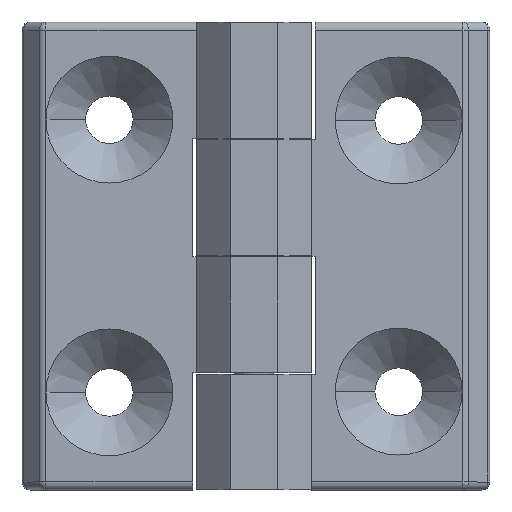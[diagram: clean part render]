
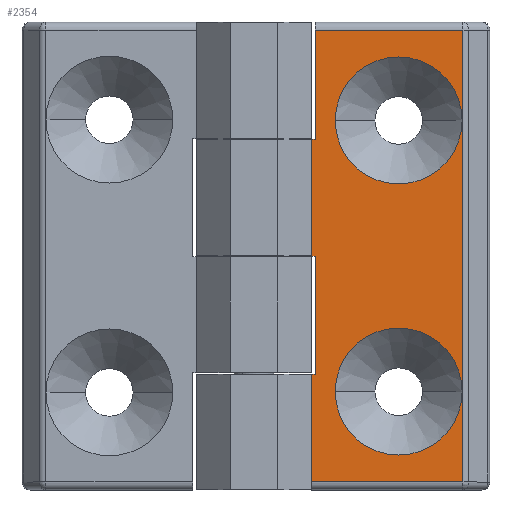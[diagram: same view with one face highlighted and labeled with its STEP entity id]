
A CAD part, top view. The second image highlights one B-rep face of the part: STEP entity #2354.
In plain terms, the highlighted planar face has unit normal (0, 0, 1).
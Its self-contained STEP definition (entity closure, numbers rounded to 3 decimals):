
#12 = VECTOR ( 'NONE', #3456, 1000. ) ;
#36 = CARTESIAN_POINT ( 'NONE',  ( 0., -17.1, 3.25 ) ) ;
#57 = VECTOR ( 'NONE', #3854, 1000. ) ;
#71 = LINE ( 'NONE', #2614, #3337 ) ;
#139 = CARTESIAN_POINT ( 'NONE',  ( -8., 17.1, 3.25 ) ) ;
#145 = ORIENTED_EDGE ( 'NONE', *, *, #3308, .F. ) ;
#179 = DIRECTION ( 'NONE',  ( 1., 0., 0. ) ) ;
#216 = CARTESIAN_POINT ( 'NONE',  ( -10.5, 0., 3.25 ) ) ;
#248 = DIRECTION ( 'NONE',  ( 1., 0., 0. ) ) ;
#291 = ORIENTED_EDGE ( 'NONE', *, *, #2078, .T. ) ;
#293 = EDGE_CURVE ( 'NONE', #2182, #1245, #1470, .T. ) ;
#322 = EDGE_CURVE ( 'NONE', #1422, #357, #588, .T. ) ;
#344 = LINE ( 'NONE', #3808, #1282 ) ;
#346 = DIRECTION ( 'NONE',  ( 1., 0., 0. ) ) ;
#357 = VERTEX_POINT ( 'NONE', #2085 ) ;
#373 = CARTESIAN_POINT ( 'NONE',  ( 8.086, 28.5, 3.25 ) ) ;
#448 = CARTESIAN_POINT ( 'NONE',  ( 8.086, -28.5, 3.25 ) ) ;
#473 = AXIS2_PLACEMENT_3D ( 'NONE', #685, #1003, #3107 ) ;
#495 = DIRECTION ( 'NONE',  ( 0., -1., 0. ) ) ;
#529 = CARTESIAN_POINT ( 'NONE',  ( 0., 17.1, 3.25 ) ) ;
#550 = EDGE_CURVE ( 'NONE', #1019, #986, #3478, .T. ) ;
#556 = CARTESIAN_POINT ( 'NONE',  ( -11., -28.5, 3.25 ) ) ;
#575 = EDGE_CURVE ( 'NONE', #2731, #1019, #71, .T. ) ;
#580 = EDGE_CURVE ( 'NONE', #1964, #357, #2429, .T. ) ;
#588 = LINE ( 'NONE', #2068, #2581 ) ;
#625 = ORIENTED_EDGE ( 'NONE', *, *, #575, .T. ) ;
#685 = CARTESIAN_POINT ( 'NONE',  ( 0., 0., 3.25 ) ) ;
#719 = ORIENTED_EDGE ( 'NONE', *, *, #580, .T. ) ;
#724 = CARTESIAN_POINT ( 'NONE',  ( 0., 0., 3.25 ) ) ;
#761 = FACE_OUTER_BOUND ( 'NONE', #1559, .T. ) ;
#768 = CARTESIAN_POINT ( 'NONE',  ( -10.5, 0., 3.25 ) ) ;
#769 = LINE ( 'NONE', #1495, #2392 ) ;
#851 = EDGE_CURVE ( 'NONE', #1188, #2731, #769, .T. ) ;
#858 = DIRECTION ( 'NONE',  ( 1., 0., 0. ) ) ;
#862 = LINE ( 'NONE', #724, #12 ) ;
#880 = CIRCLE ( 'NONE', #2843, 8. ) ;
#933 = ORIENTED_EDGE ( 'NONE', *, *, #322, .F. ) ;
#947 = CARTESIAN_POINT ( 'NONE',  ( 8., 17.1, 3.25 ) ) ;
#952 = FACE_BOUND ( 'NONE', #1103, .T. ) ;
#972 = CARTESIAN_POINT ( 'NONE',  ( -11., 0., 3.25 ) ) ;
#986 = VERTEX_POINT ( 'NONE', #3540 ) ;
#1003 = DIRECTION ( 'NONE',  ( 0., 0., 1. ) ) ;
#1019 = VERTEX_POINT ( 'NONE', #2040 ) ;
#1085 = CARTESIAN_POINT ( 'NONE',  ( 0., 14.7, 3.25 ) ) ;
#1103 = EDGE_LOOP ( 'NONE', ( #1259, #1479 ) ) ;
#1125 = DIRECTION ( 'NONE',  ( 0., -1., 0. ) ) ;
#1179 = DIRECTION ( 'NONE',  ( 0., 0., -1. ) ) ;
#1182 = ORIENTED_EDGE ( 'NONE', *, *, #2884, .T. ) ;
#1188 = VERTEX_POINT ( 'NONE', #448 ) ;
#1245 = VERTEX_POINT ( 'NONE', #3449 ) ;
#1259 = ORIENTED_EDGE ( 'NONE', *, *, #293, .T. ) ;
#1282 = VECTOR ( 'NONE', #2304, 1000. ) ;
#1403 = VECTOR ( 'NONE', #495, 1000. ) ;
#1422 = VERTEX_POINT ( 'NONE', #2244 ) ;
#1470 = CIRCLE ( 'NONE', #1562, 8. ) ;
#1479 = ORIENTED_EDGE ( 'NONE', *, *, #2695, .T. ) ;
#1495 = CARTESIAN_POINT ( 'NONE',  ( 8.086, 0., 3.25 ) ) ;
#1559 = EDGE_LOOP ( 'NONE', ( #3315, #625, #3776, #2915, #291, #2489, #719, #933, #3634, #1182 ) ) ;
#1562 = AXIS2_PLACEMENT_3D ( 'NONE', #2970, #1179, #3284 ) ;
#1630 = AXIS2_PLACEMENT_3D ( 'NONE', #36, #2180, #346 ) ;
#1721 = LINE ( 'NONE', #2353, #57 ) ;
#1726 = CARTESIAN_POINT ( 'NONE',  ( -11., 29.5, 3.25 ) ) ;
#1790 = VECTOR ( 'NONE', #2583, 1000. ) ;
#1820 = EDGE_LOOP ( 'NONE', ( #145, #2137 ) ) ;
#1964 = VERTEX_POINT ( 'NONE', #216 ) ;
#1997 = EDGE_CURVE ( 'NONE', #2852, #3446, #880, .T. ) ;
#2005 = DIRECTION ( 'NONE',  ( 0., 0., 1. ) ) ;
#2040 = CARTESIAN_POINT ( 'NONE',  ( -10.5, 28.5, 3.25 ) ) ;
#2060 = CARTESIAN_POINT ( 'NONE',  ( 8., -17.1, 3.25 ) ) ;
#2068 = CARTESIAN_POINT ( 'NONE',  ( 0., -14.9, 3.25 ) ) ;
#2078 = EDGE_CURVE ( 'NONE', #2432, #2696, #3899, .T. ) ;
#2085 = CARTESIAN_POINT ( 'NONE',  ( -10.5, -14.9, 3.25 ) ) ;
#2137 = ORIENTED_EDGE ( 'NONE', *, *, #1997, .F. ) ;
#2180 = DIRECTION ( 'NONE',  ( 0., 0., -1. ) ) ;
#2182 = VERTEX_POINT ( 'NONE', #2060 ) ;
#2244 = CARTESIAN_POINT ( 'NONE',  ( -11., -14.9, 3.25 ) ) ;
#2304 = DIRECTION ( 'NONE',  ( 1., 0., 0. ) ) ;
#2353 = CARTESIAN_POINT ( 'NONE',  ( -11., 29.5, 3.25 ) ) ;
#2354 = ADVANCED_FACE ( 'NONE', ( #952, #3064, #761 ), #2499, .T. ) ;
#2392 = VECTOR ( 'NONE', #3303, 1000. ) ;
#2429 = LINE ( 'NONE', #3816, #3127 ) ;
#2432 = VERTEX_POINT ( 'NONE', #3162 ) ;
#2489 = ORIENTED_EDGE ( 'NONE', *, *, #3642, .T. ) ;
#2499 = PLANE ( 'NONE',  #473 ) ;
#2581 = VECTOR ( 'NONE', #248, 1000. ) ;
#2583 = DIRECTION ( 'NONE',  ( 0., -1., 0. ) ) ;
#2614 = CARTESIAN_POINT ( 'NONE',  ( -10.5, 28.5, 3.25 ) ) ;
#2652 = VERTEX_POINT ( 'NONE', #556 ) ;
#2665 = DIRECTION ( 'NONE',  ( 0., 0., 1. ) ) ;
#2695 = EDGE_CURVE ( 'NONE', #1245, #2182, #2947, .T. ) ;
#2696 = VERTEX_POINT ( 'NONE', #972 ) ;
#2731 = VERTEX_POINT ( 'NONE', #373 ) ;
#2843 = AXIS2_PLACEMENT_3D ( 'NONE', #529, #2665, #858 ) ;
#2852 = VERTEX_POINT ( 'NONE', #139 ) ;
#2855 = EDGE_CURVE ( 'NONE', #2432, #986, #3788, .T. ) ;
#2884 = EDGE_CURVE ( 'NONE', #2652, #1188, #344, .T. ) ;
#2914 = DIRECTION ( 'NONE',  ( -1., 0., 0. ) ) ;
#2915 = ORIENTED_EDGE ( 'NONE', *, *, #2855, .F. ) ;
#2947 = CIRCLE ( 'NONE', #1630, 8. ) ;
#2965 = EDGE_CURVE ( 'NONE', #1422, #2652, #1721, .T. ) ;
#2970 = CARTESIAN_POINT ( 'NONE',  ( 0., -17.1, 3.25 ) ) ;
#3064 = FACE_BOUND ( 'NONE', #1820, .T. ) ;
#3107 = DIRECTION ( 'NONE',  ( 1., 0., 0. ) ) ;
#3127 = VECTOR ( 'NONE', #1125, 1000. ) ;
#3162 = CARTESIAN_POINT ( 'NONE',  ( -11., 14.7, 3.25 ) ) ;
#3255 = AXIS2_PLACEMENT_3D ( 'NONE', #3815, #2005, #179 ) ;
#3284 = DIRECTION ( 'NONE',  ( 1., 0., 0. ) ) ;
#3303 = DIRECTION ( 'NONE',  ( 0., 1., 0. ) ) ;
#3308 = EDGE_CURVE ( 'NONE', #3446, #2852, #3605, .T. ) ;
#3315 = ORIENTED_EDGE ( 'NONE', *, *, #851, .T. ) ;
#3337 = VECTOR ( 'NONE', #2914, 1000. ) ;
#3446 = VERTEX_POINT ( 'NONE', #947 ) ;
#3449 = CARTESIAN_POINT ( 'NONE',  ( -8., -17.1, 3.25 ) ) ;
#3456 = DIRECTION ( 'NONE',  ( 1., 0., 0. ) ) ;
#3478 = LINE ( 'NONE', #768, #1790 ) ;
#3494 = DIRECTION ( 'NONE',  ( 1., 0., 0. ) ) ;
#3540 = CARTESIAN_POINT ( 'NONE',  ( -10.5, 14.7, 3.25 ) ) ;
#3605 = CIRCLE ( 'NONE', #3255, 8. ) ;
#3608 = VECTOR ( 'NONE', #3494, 1000. ) ;
#3634 = ORIENTED_EDGE ( 'NONE', *, *, #2965, .T. ) ;
#3642 = EDGE_CURVE ( 'NONE', #2696, #1964, #862, .T. ) ;
#3776 = ORIENTED_EDGE ( 'NONE', *, *, #550, .T. ) ;
#3788 = LINE ( 'NONE', #1085, #3608 ) ;
#3808 = CARTESIAN_POINT ( 'NONE',  ( 8.5, -28.5, 3.25 ) ) ;
#3815 = CARTESIAN_POINT ( 'NONE',  ( 0., 17.1, 3.25 ) ) ;
#3816 = CARTESIAN_POINT ( 'NONE',  ( -10.5, 0., 3.25 ) ) ;
#3854 = DIRECTION ( 'NONE',  ( 0., -1., 0. ) ) ;
#3899 = LINE ( 'NONE', #1726, #1403 ) ;
